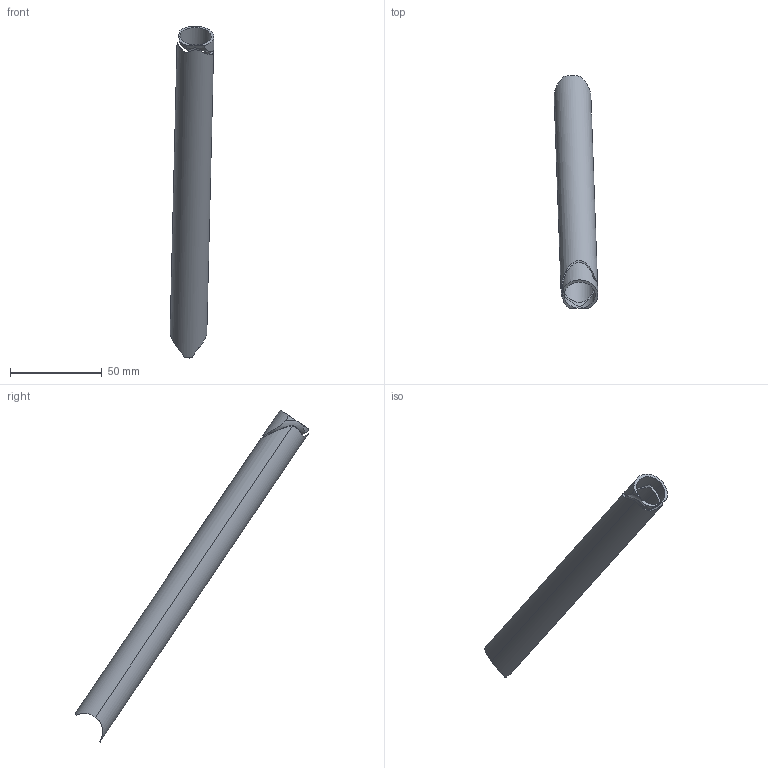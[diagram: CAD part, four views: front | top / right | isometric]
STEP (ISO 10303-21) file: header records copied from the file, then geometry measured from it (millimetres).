
FILE_DESCRIPTION(('CATIA V5 STEP Exchange'),'2;1');
FILE_NAME('93.stp','2021-12-07T15:27:18+00:00',('none'),('none'),'CATIA Version 5 Release 19 SP 2 (IN-10)','CATIA V5 STEP AP203','none');
FILE_SCHEMA(('CONFIG_CONTROL_DESIGN'));
Length unit declared in the file: millimetre
Products named in the file (1): Shape_222
Bounding box: 23.87 x 127.23 x 180.81 mm (x, y, z)
Volume: 16981.9 mm3; surface area: 23179.9 mm2
Topology: 2 solids, 2 shells, 20 faces, 57 edges, 38 vertices
Faces by surface type: cylinder 18, plane 2
Entity records: 1017 total; most frequent: CARTESIAN_POINT 554, ORIENTED_EDGE 114, EDGE_CURVE 57, DIRECTION 42, B_SPLINE_CURVE_WITH_KNOTS 41, VERTEX_POINT 38, EDGE_LOOP 21, AXIS2_PLACEMENT_3D 20
